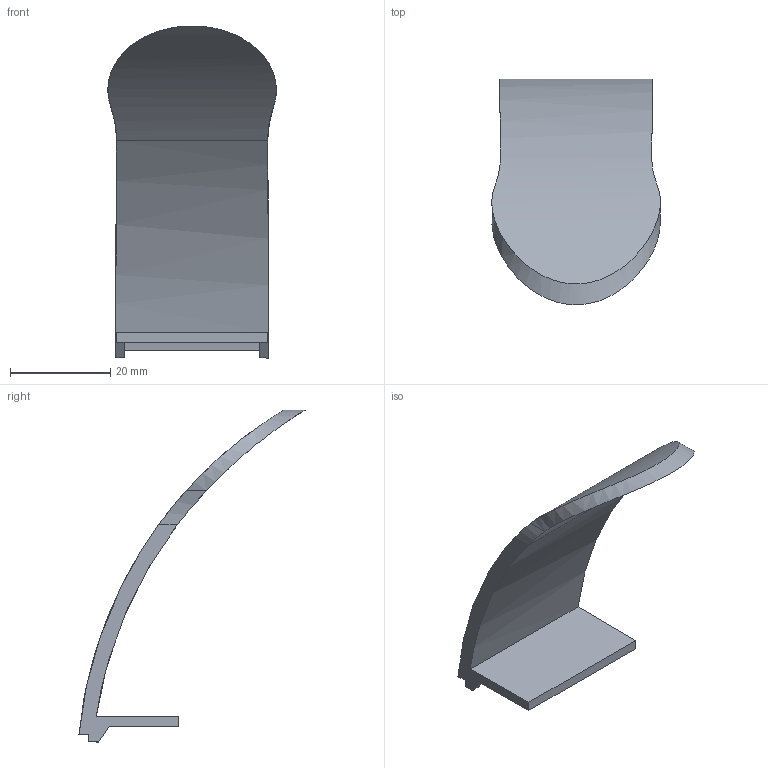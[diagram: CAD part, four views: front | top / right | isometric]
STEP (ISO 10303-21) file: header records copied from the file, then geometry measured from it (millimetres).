
FILE_DESCRIPTION (( 'STEP AP214' ), '1' );
FILE_NAME ('7310036', '2019-02-01T13:25:53', ( '' ), ('JUGARD+KÜNSTNER GmbH'), 'SwSTEP 2.0', 'SolidWorks 2017', '' );
FILE_SCHEMA (( 'AUTOMOTIVE_DESIGN' ));
Length unit declared in the file: millimetre
Products named in the file (1): 7310036_CNAJF00
Bounding box: 33.57 x 45.06 x 66.14 mm (x, y, z)
Volume: 7827.4 mm3; surface area: 6412.5 mm2
Topology: 1 solids, 1 shells, 21 faces, 56 edges, 37 vertices
Faces by surface type: plane 14, cylinder 4, cone 2, bspline 1
Entity records: 881 total; most frequent: CARTESIAN_POINT 347, ORIENTED_EDGE 112, DIRECTION 89, EDGE_CURVE 56, LINE 43, VECTOR 43, VERTEX_POINT 37, AXIS2_PLACEMENT_3D 23
